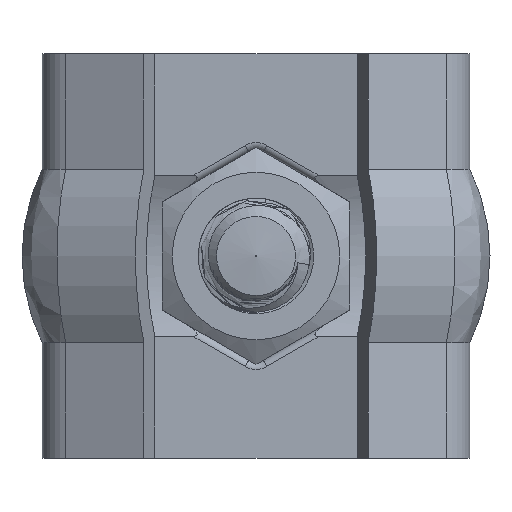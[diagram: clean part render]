
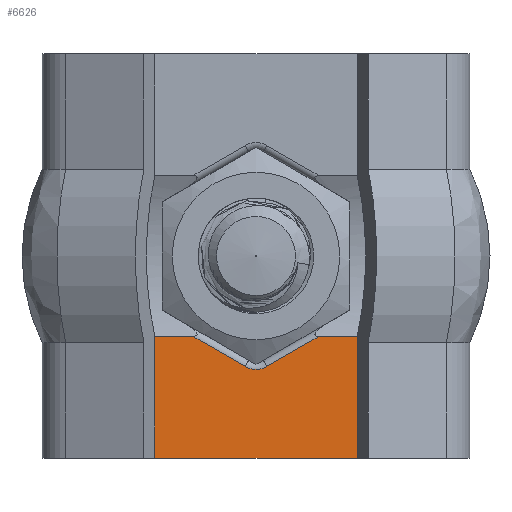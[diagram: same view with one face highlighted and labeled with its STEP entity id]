
A CAD part, front view. The second image highlights one B-rep face of the part: STEP entity #6626.
In plain terms, the highlighted planar face has unit normal (0, -1, 0).
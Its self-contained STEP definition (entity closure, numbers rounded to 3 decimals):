
#6207=CARTESIAN_POINT('',(4.363,15.345,-5.564));
#6208=VERTEX_POINT('',#6207);
#6231=CARTESIAN_POINT('',(0.75,15.345,-7.65));
#6232=VERTEX_POINT('',#6231);
#6240=CARTESIAN_POINT('',(0.75,15.345,-7.65));
#6241=DIRECTION('',(0.866,0.0,0.5));
#6242=VECTOR('',#6241,4.171);
#6243=LINE('',#6240,#6242);
#6244=EDGE_CURVE('',#6232,#6208,#6243,.T.);
#6255=CARTESIAN_POINT('',(-0.75,15.345,-7.65));
#6256=VERTEX_POINT('',#6255);
#6264=CARTESIAN_POINT('',(0.,15.345,-6.351));
#6265=DIRECTION('',(0.0,-1.0,0.0));
#6266=DIRECTION('',(0.0,0.0,-1.0));
#6267=AXIS2_PLACEMENT_3D('',#6264,#6265,#6266);
#6268=CIRCLE('',#6267,1.5);
#6269=EDGE_CURVE('',#6256,#6232,#6268,.T.);
#6281=CARTESIAN_POINT('',(-4.363,15.345,-5.564));
#6282=VERTEX_POINT('',#6281);
#6304=CARTESIAN_POINT('',(-4.363,15.345,-5.564));
#6305=DIRECTION('',(0.866,0.0,-0.5));
#6306=VECTOR('',#6305,4.171);
#6307=LINE('',#6304,#6306);
#6308=EDGE_CURVE('',#6282,#6256,#6307,.T.);
#6321=CARTESIAN_POINT('',(12.,15.345,-5.564));
#6322=VERTEX_POINT('',#6321);
#6323=CARTESIAN_POINT('',(12.,15.345,-5.564));
#6324=DIRECTION('',(-1.0,0.0,0.0));
#6325=VECTOR('',#6324,7.637);
#6326=LINE('',#6323,#6325);
#6327=EDGE_CURVE('',#6322,#6208,#6326,.T.);
#6585=CARTESIAN_POINT('',(12.,15.345,-14.));
#6586=DIRECTION('',(0.0,-1.0,0.0));
#6587=DIRECTION('',(0.0,0.0,-1.0));
#6588=AXIS2_PLACEMENT_3D('',#6585,#6586,#6587);
#6589=PLANE('',#6588);
#6590=ORIENTED_EDGE('',*,*,#6308,.F.);
#6591=CARTESIAN_POINT('',(-12.,15.345,-5.564));
#6592=VERTEX_POINT('',#6591);
#6593=CARTESIAN_POINT('',(-4.363,15.345,-5.564));
#6594=DIRECTION('',(-1.0,0.0,0.0));
#6595=VECTOR('',#6594,7.637);
#6596=LINE('',#6593,#6595);
#6597=EDGE_CURVE('',#6282,#6592,#6596,.T.);
#6598=ORIENTED_EDGE('',*,*,#6597,.T.);
#6599=CARTESIAN_POINT('',(-12.,15.345,-14.));
#6600=VERTEX_POINT('',#6599);
#6601=CARTESIAN_POINT('',(-12.,15.345,-14.));
#6602=DIRECTION('',(0.0,0.0,1.0));
#6603=VECTOR('',#6602,8.436);
#6604=LINE('',#6601,#6603);
#6605=EDGE_CURVE('',#6600,#6592,#6604,.T.);
#6606=ORIENTED_EDGE('',*,*,#6605,.F.);
#6607=CARTESIAN_POINT('',(12.,15.345,-14.));
#6608=VERTEX_POINT('',#6607);
#6609=CARTESIAN_POINT('',(12.,15.345,-14.));
#6610=DIRECTION('',(-1.0,0.0,0.0));
#6611=VECTOR('',#6610,24.0);
#6612=LINE('',#6609,#6611);
#6613=EDGE_CURVE('',#6608,#6600,#6612,.T.);
#6614=ORIENTED_EDGE('',*,*,#6613,.F.);
#6615=CARTESIAN_POINT('',(12.,15.345,-14.));
#6616=DIRECTION('',(0.0,0.0,1.0));
#6617=VECTOR('',#6616,8.436);
#6618=LINE('',#6615,#6617);
#6619=EDGE_CURVE('',#6608,#6322,#6618,.T.);
#6620=ORIENTED_EDGE('',*,*,#6619,.T.);
#6621=ORIENTED_EDGE('',*,*,#6327,.T.);
#6622=ORIENTED_EDGE('',*,*,#6244,.F.);
#6623=ORIENTED_EDGE('',*,*,#6269,.F.);
#6624=EDGE_LOOP('',(#6590,#6598,#6606,#6614,#6620,#6621,#6622,#6623));
#6625=FACE_OUTER_BOUND('',#6624,.T.);
#6626=ADVANCED_FACE('',(#6625),#6589,.T.);
